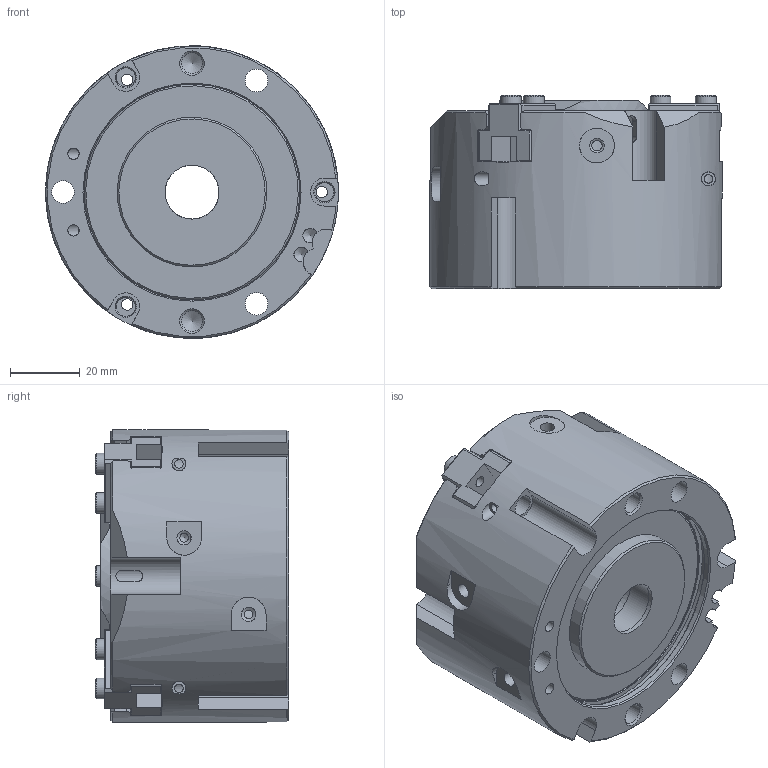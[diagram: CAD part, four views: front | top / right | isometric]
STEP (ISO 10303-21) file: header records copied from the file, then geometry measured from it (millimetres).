
FILE_DESCRIPTION(/* description */ (''),/* implementation_level */ '2;1');
FILE_NAME(/* name */ 'FBM-85.stp',/* time_stamp */ '2021-07-20T09:54:02+02:00',/* author */ ('Francesca'),/* organization */ (''),/* preprocessor_version */ 'ST-DEVELOPER v17',/* originating_system */ 'Autodesk Inventor 2019',/* authorisation */ '');
FILE_SCHEMA (('AUTOMOTIVE_DESIGN { 1 0 10303 214 3 1 1 }'));
Length unit declared in the file: millimetre
Products named in the file (8): FBM-85; FBM-85-CORPO(EX MFB)-CLIENTE; MFB-85-FONDELLO-CLIENTE; MFB-85-COPERCHIO; PZP-64-GRIFFA C1-CLIENTE; BOCCOLA 6H7L5; ISO 7380-1 - M3 x 25; MFB-140-S
Assembly tree (16 placements, depth 2):
  FBM-85
    FBM-85-CORPO(EX MFB)-CLIENTE
    MFB-85-FONDELLO-CLIENTE
    MFB-85-COPERCHIO
    PZP-64-GRIFFA C1-CLIENTE  x3
    BOCCOLA 6H7L5  x6
    ISO 7380-1 - M3 x 25  x3
    MFB-140-S
Bounding box: 83.99 x 55.5 x 83.92 mm (x, y, z)
Volume: 228385.1 mm3; surface area: 67415.7 mm2
Topology: 16 solids, 16 shells, 492 faces, 1337 edges, 897 vertices
Faces by surface type: plane 295, cylinder 121, cone 69, torus 4, bspline 3
Full cylindrical faces by diameter (mm): 2.013 x3, 2.459 x6, 2.5 x2, 3 x4, 3.242 x8, 3.5 x3, 4 x1, 4.134 x3, 4.2 x6, 5.5 x3, 5.7 x3, 6 x17, 6.1 x3, 6.5 x3, 7.1 x3, 10 x1, 15.5 x3, 20 x2, 30 x1, 43 x1, 62 x3, 65 x1, 66 x1, 84 x1
Entity records: 11904 total; most frequent: CARTESIAN_POINT 2858, DIRECTION 1873, ORIENTED_EDGE 1804, EDGE_CURVE 902, AXIS2_PLACEMENT_3D 708, VERTEX_POINT 615, LINE 457, VECTOR 457
